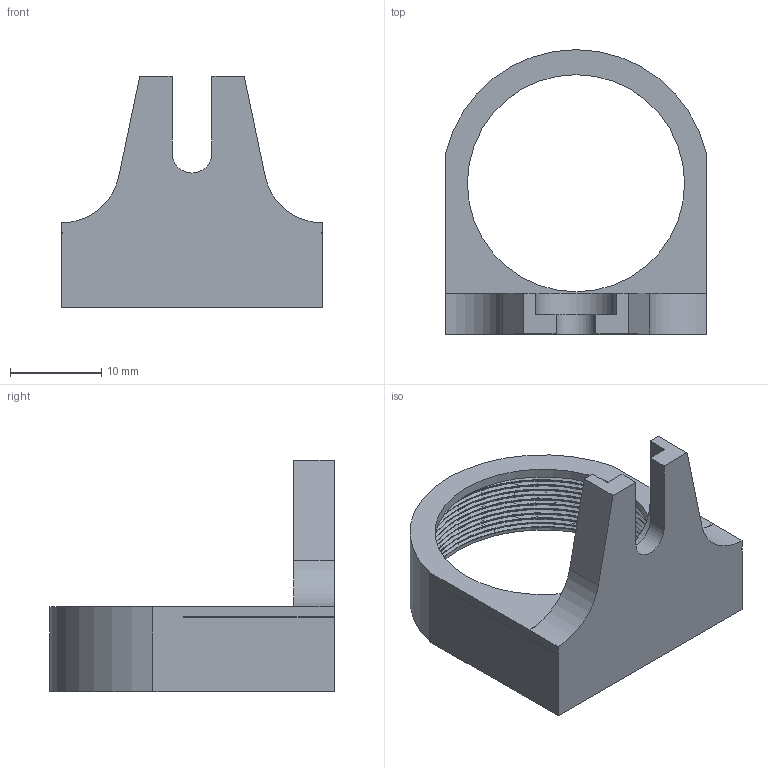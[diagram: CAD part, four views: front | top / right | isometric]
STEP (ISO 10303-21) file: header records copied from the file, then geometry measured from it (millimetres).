
FILE_DESCRIPTION((''),'2;1');
FILE_NAME('B5CT2_A1','2021-03-19T',('Administrator'),(''),'CREO PARAMETRIC BY PTC INC, 2015290','CREO PARAMETRIC BY PTC INC, 2015290','');
FILE_SCHEMA(('CONFIG_CONTROL_DESIGN'));
Length unit declared in the file: millimetre
Products named in the file (1): B5CT2_A1
Bounding box: 28.45 x 31.11 x 25.27 mm (x, y, z)
Volume: 3317.6 mm3; surface area: 3658.7 mm2
Topology: 1 solids, 1 shells, 72 faces, 261 edges, 170 vertices
Faces by surface type: bspline 36, plane 24, cylinder 10, cone 2
Entity records: 12506 total; most frequent: CARTESIAN_POINT 10487, ORIENTED_EDGE 522, DIRECTION 263, EDGE_CURVE 261, VERTEX_POINT 170, VECTOR 141, LINE 141, B_SPLINE_CURVE_WITH_KNOTS 95
